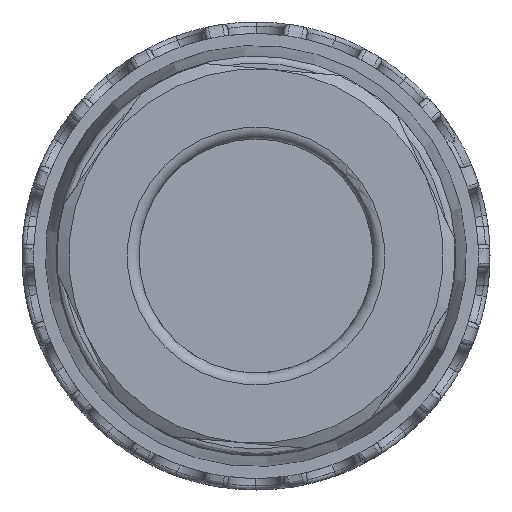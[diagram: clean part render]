
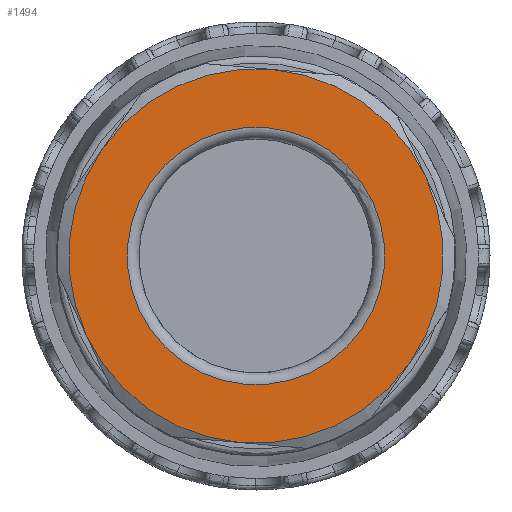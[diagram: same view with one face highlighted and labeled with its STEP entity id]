
A CAD part, front view. The second image highlights one B-rep face of the part: STEP entity #1494.
In plain terms, the highlighted planar face has unit normal (0, -1, 0).
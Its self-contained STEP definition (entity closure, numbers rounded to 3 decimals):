
#1494=ADVANCED_FACE('',(#2224,#2225),#1835,.T.);
#1835=PLANE('',#6281);
#2224=FACE_BOUND('',#2331,.T.);
#2225=FACE_BOUND('',#2332,.T.);
#2331=EDGE_LOOP('',(#2815));
#2332=EDGE_LOOP('',(#2816,#2817,#2818,#2819,#2820,#2821));
#2815=ORIENTED_EDGE('',*,*,#5107,.T.);
#2816=ORIENTED_EDGE('',*,*,#5078,.T.);
#2817=ORIENTED_EDGE('',*,*,#5080,.T.);
#2818=ORIENTED_EDGE('',*,*,#5088,.T.);
#2819=ORIENTED_EDGE('',*,*,#5092,.T.);
#2820=ORIENTED_EDGE('',*,*,#5098,.T.);
#2821=ORIENTED_EDGE('',*,*,#5104,.T.);
#4504=VERTEX_POINT('',#8322);
#4505=VERTEX_POINT('',#8324);
#4506=VERTEX_POINT('',#8331);
#4509=VERTEX_POINT('',#8355);
#4512=VERTEX_POINT('',#8365);
#4515=VERTEX_POINT('',#8382);
#4518=VERTEX_POINT('',#8409);
#5078=EDGE_CURVE('',#4505,#4504,#5940,.T.);
#5080=EDGE_CURVE('',#4504,#4506,#5941,.T.);
#5088=EDGE_CURVE('',#4506,#4509,#5943,.T.);
#5092=EDGE_CURVE('',#4509,#4512,#5945,.T.);
#5098=EDGE_CURVE('',#4512,#4515,#5947,.T.);
#5104=EDGE_CURVE('',#4515,#4505,#5949,.T.);
#5107=EDGE_CURVE('',#4518,#4518,#5950,.T.);
#5940=CIRCLE('',#6260,8.);
#5941=CIRCLE('',#6262,8.);
#5943=CIRCLE('',#6266,8.);
#5945=CIRCLE('',#6270,8.);
#5947=CIRCLE('',#6274,8.);
#5949=CIRCLE('',#6278,8.);
#5950=CIRCLE('',#6280,5.5);
#6260=AXIS2_PLACEMENT_3D('',#8323,#6888,#6889);
#6262=AXIS2_PLACEMENT_3D('',#8330,#6892,#6893);
#6266=AXIS2_PLACEMENT_3D('',#8356,#6902,#6903);
#6270=AXIS2_PLACEMENT_3D('',#8364,#6912,#6913);
#6274=AXIS2_PLACEMENT_3D('',#8381,#6922,#6923);
#6278=AXIS2_PLACEMENT_3D('',#8398,#6932,#6933);
#6280=AXIS2_PLACEMENT_3D('',#8408,#6936,#6937);
#6281=AXIS2_PLACEMENT_3D('',#8410,#6938,#6939);
#6888=DIRECTION('',(0.,-1.,0.));
#6889=DIRECTION('',(0.996,0.,-0.087));
#6892=DIRECTION('',(0.,-1.,0.));
#6893=DIRECTION('',(0.996,0.,-0.087));
#6902=DIRECTION('',(0.,-1.,0.));
#6903=DIRECTION('',(0.996,0.,-0.087));
#6912=DIRECTION('',(0.,-1.,0.));
#6913=DIRECTION('',(0.996,0.,-0.087));
#6922=DIRECTION('',(0.,-1.,0.));
#6923=DIRECTION('',(0.996,0.,-0.087));
#6932=DIRECTION('',(0.,-1.,0.));
#6933=DIRECTION('',(0.996,0.,-0.087));
#6936=DIRECTION('',(0.,1.,0.));
#6937=DIRECTION('',(0.996,0.,-0.087));
#6938=DIRECTION('',(0.,-1.,0.));
#6939=DIRECTION('',(0.996,0.,-0.087));
#8322=CARTESIAN_POINT('',(0.697,-31.773,7.97));
#8323=CARTESIAN_POINT('',(0.,-31.773,0.));
#8324=CARTESIAN_POINT('',(7.25,-31.773,3.381));
#8330=CARTESIAN_POINT('',(0.,-31.773,0.));
#8331=CARTESIAN_POINT('',(-6.553,-31.773,4.589));
#8355=CARTESIAN_POINT('',(-7.25,-31.773,-3.381));
#8356=CARTESIAN_POINT('',(0.,-31.773,0.));
#8364=CARTESIAN_POINT('',(0.,-31.773,0.));
#8365=CARTESIAN_POINT('',(-0.697,-31.773,-7.97));
#8381=CARTESIAN_POINT('',(0.,-31.773,0.));
#8382=CARTESIAN_POINT('',(6.553,-31.773,-4.589));
#8398=CARTESIAN_POINT('',(0.,-31.773,0.));
#8408=CARTESIAN_POINT('',(0.,-31.773,0.));
#8409=CARTESIAN_POINT('',(5.479,-31.773,-0.479));
#8410=CARTESIAN_POINT('',(-8.468,-31.773,0.741));
